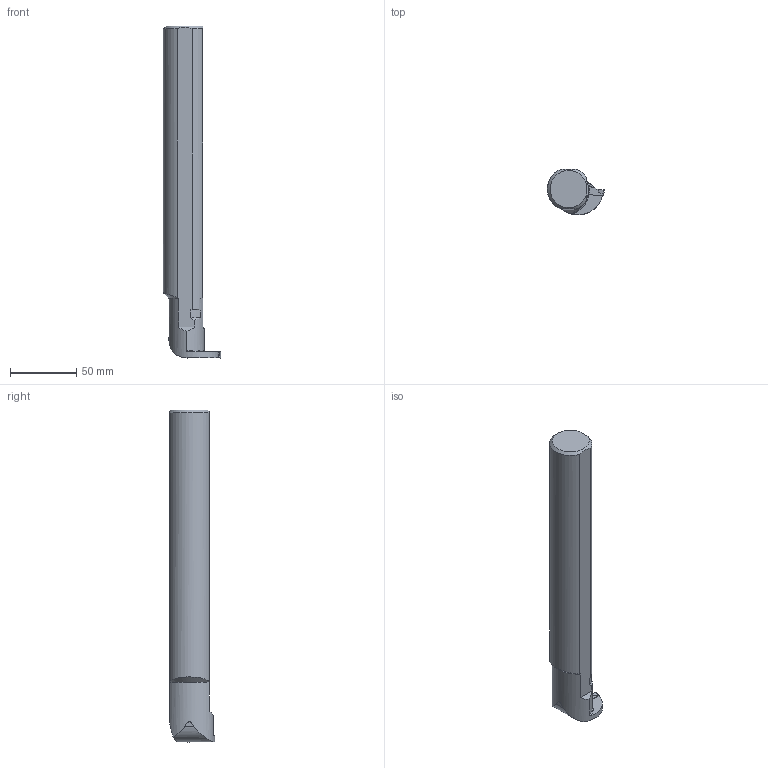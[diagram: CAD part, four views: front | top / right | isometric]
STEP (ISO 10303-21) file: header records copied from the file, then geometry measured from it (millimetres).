
FILE_DESCRIPTION(/* description */ (''),/* implementation_level */ '2;1');
FILE_NAME(/* name */ '1553664164530.stp',/* time_stamp */ '2019-03-27T10:53:16+05:00',/* author */ (''),/* organization */ ('SMS'),/* preprocessor_version */ 'ST-DEVELOPER v15',/* originating_system */ 'SIEMENS PLM Software NX 8.5',/* authorisation */ '');
FILE_SCHEMA (('AUTOMOTIVE_DESIGN { 1 0 10303 214 3 1 1 1 }'));
Length unit declared in the file: millimetre
Products named in the file (4): ASSEMBLY_CONSTRUCTION; 201539472mod000_00; 201700496mod000_00; 201700491mod000_00
Assembly tree (3 placements, depth 2):
  201700491mod000_00
    201700496mod000_00
    201539472mod000_00
    ASSEMBLY_CONSTRUCTION
Bounding box: 43 x 33.98 x 250 mm (x, y, z)
Volume: 185031 mm3; surface area: 26710.2 mm2
Topology: 2 solids, 2 shells, 70 faces, 199 edges, 139 vertices
Faces by surface type: plane 33, cylinder 15, cone 10, bspline 7, extrusion 4, torus 1
Entity records: 2707 total; most frequent: CARTESIAN_POINT 816, ORIENTED_EDGE 396, DIRECTION 322, EDGE_CURVE 198, VERTEX_POINT 132, AXIS2_PLACEMENT_3D 111, VECTOR 100, LINE 96
